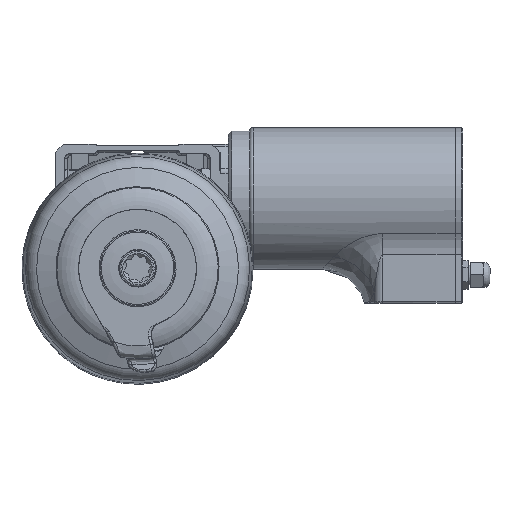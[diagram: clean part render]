
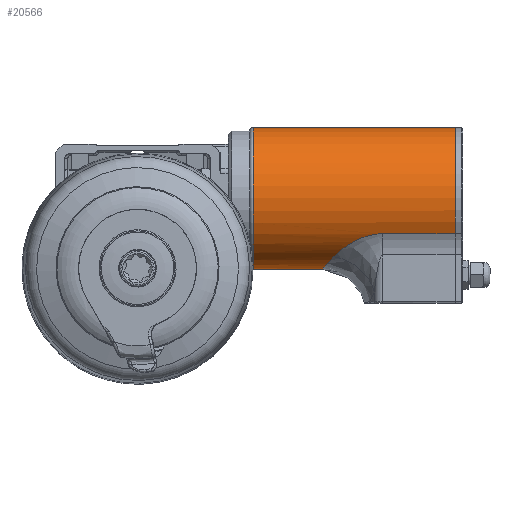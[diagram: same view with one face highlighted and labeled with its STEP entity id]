
A CAD part, top view. The second image highlights one B-rep face of the part: STEP entity #20566.
In plain terms, the highlighted cylindrical face has radius 62.5 mm (diameter 125 mm), a full revolution.
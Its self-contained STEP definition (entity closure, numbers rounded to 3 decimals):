
#915=LINE('',#35849,#2330);
#916=LINE('',#35885,#2331);
#2330=VECTOR('',#25439,63.955);
#2331=VECTOR('',#25440,63.955);
#3613=B_SPLINE_CURVE_WITH_KNOTS('',3,(#35851,#35852,#35853,#35854,#35855,
#35856,#35857,#35858,#35859,#35860),.UNSPECIFIED.,.F.,.F.,(4,1,1,1,1,1,
1,4),(0.,4.664,9.327,18.655,
27.982,46.637,51.301,65.292),
 .UNSPECIFIED.);
#3614=B_SPLINE_CURVE_WITH_KNOTS('',3,(#35862,#35863,#35864,#35865,#35866,
#35867,#35868,#35869,#35870,#35871,#35872,#35873),.UNSPECIFIED.,.F.,.F.,
(4,1,1,1,1,1,1,1,1,4),(0.,17.658,35.317,
44.146,52.975,70.634,79.463,92.706,
105.95,123.609),.UNSPECIFIED.);
#3615=B_SPLINE_CURVE_WITH_KNOTS('',3,(#35875,#35876,#35877,#35878,#35879,
#35880,#35881,#35882,#35883,#35884),.UNSPECIFIED.,.F.,.F.,(4,1,1,1,1,1,
1,4),(0.,18.64,27.96,37.28,
46.6,55.921,60.581,65.241),
 .UNSPECIFIED.);
#4537=FACE_BOUND('',#6223,.T.);
#4928=FACE_OUTER_BOUND('',#6222,.T.);
#6222=EDGE_LOOP('',(#15180,#15181,#15182,#15183,#15184,#15185));
#6223=EDGE_LOOP('',(#15186));
#7445=CIRCLE('',#22129,62.5);
#7446=CIRCLE('',#22130,62.5);
#8739=VERTEX_POINT('',#35845);
#8740=VERTEX_POINT('',#35846);
#8741=VERTEX_POINT('',#35848);
#8742=VERTEX_POINT('',#35850);
#8743=VERTEX_POINT('',#35861);
#8744=VERTEX_POINT('',#35874);
#8745=VERTEX_POINT('',#35886);
#11131=EDGE_CURVE('',#8739,#8740,#7445,.T.);
#11132=EDGE_CURVE('',#8740,#8741,#915,.T.);
#11133=EDGE_CURVE('',#8741,#8742,#3613,.T.);
#11134=EDGE_CURVE('',#8742,#8743,#3614,.T.);
#11135=EDGE_CURVE('',#8743,#8744,#3615,.T.);
#11136=EDGE_CURVE('',#8744,#8739,#916,.T.);
#11137=EDGE_CURVE('',#8745,#8745,#7446,.T.);
#15180=ORIENTED_EDGE('',*,*,#11131,.T.);
#15181=ORIENTED_EDGE('',*,*,#11132,.T.);
#15182=ORIENTED_EDGE('',*,*,#11133,.T.);
#15183=ORIENTED_EDGE('',*,*,#11134,.T.);
#15184=ORIENTED_EDGE('',*,*,#11135,.T.);
#15185=ORIENTED_EDGE('',*,*,#11136,.T.);
#15186=ORIENTED_EDGE('',*,*,#11137,.T.);
#19884=CYLINDRICAL_SURFACE('',#22128,62.5);
#20566=ADVANCED_FACE('',(#4928,#4537),#19884,.T.);
#22128=AXIS2_PLACEMENT_3D('',#35844,#25435,#25436);
#22129=AXIS2_PLACEMENT_3D('',#35847,#25437,#25438);
#22130=AXIS2_PLACEMENT_3D('',#35887,#25441,#25442);
#25435=DIRECTION('center_axis',(-1.,0.,0.));
#25436=DIRECTION('ref_axis',(0.,-1.,0.));
#25437=DIRECTION('center_axis',(-1.,0.,0.));
#25438=DIRECTION('ref_axis',(0.,1.,0.));
#25439=DIRECTION('',(-1.,0.,0.));
#25440=DIRECTION('',(1.,0.,0.));
#25441=DIRECTION('center_axis',(1.,0.,0.));
#25442=DIRECTION('ref_axis',(0.,1.,0.));
#35844=CARTESIAN_POINT('Origin',(119.,62.17,-142.5));
#35845=CARTESIAN_POINT('',(280.4,31.152,-88.24));
#35846=CARTESIAN_POINT('',(280.4,31.152,-196.76));
#35847=CARTESIAN_POINT('Origin',(280.4,62.17,-142.5));
#35848=CARTESIAN_POINT('',(216.445,31.152,-196.76));
#35849=CARTESIAN_POINT('',(119.,31.152,-196.76));
#35850=CARTESIAN_POINT('',(173.347,10.837,-178.153));
#35851=CARTESIAN_POINT('Ctrl Pts',(216.445,31.152,-196.76));
#35852=CARTESIAN_POINT('Ctrl Pts',(214.89,31.152,-196.76));
#35853=CARTESIAN_POINT('Ctrl Pts',(211.75,30.976,-196.66));
#35854=CARTESIAN_POINT('Ctrl Pts',(205.758,29.986,-196.085));
#35855=CARTESIAN_POINT('Ctrl Pts',(198.981,27.86,-194.779));
#35856=CARTESIAN_POINT('Ctrl Pts',(189.697,23.577,-191.801));
#35857=CARTESIAN_POINT('Ctrl Pts',(183.134,19.349,-188.194));
#35858=CARTESIAN_POINT('Ctrl Pts',(177.123,14.691,-183.26));
#35859=CARTESIAN_POINT('Ctrl Pts',(174.714,12.419,-180.431));
#35860=CARTESIAN_POINT('Ctrl Pts',(173.347,10.837,-178.153));
#35861=CARTESIAN_POINT('',(173.347,10.837,-106.847));
#35862=CARTESIAN_POINT('Ctrl Pts',(173.347,10.837,-178.153));
#35863=CARTESIAN_POINT('Ctrl Pts',(171.622,8.84,-175.279));
#35864=CARTESIAN_POINT('Ctrl Pts',(168.389,5.263,-169.09));
#35865=CARTESIAN_POINT('Ctrl Pts',(165.412,2.142,-160.555));
#35866=CARTESIAN_POINT('Ctrl Pts',(163.874,0.559,-153.467));
#35867=CARTESIAN_POINT('Ctrl Pts',(162.914,-0.418,
-146.143));
#35868=CARTESIAN_POINT('Ctrl Pts',(162.928,-0.404,
-138.721));
#35869=CARTESIAN_POINT('Ctrl Pts',(164.001,0.689,-130.573));
#35870=CARTESIAN_POINT('Ctrl Pts',(165.714,2.453,-123.465));
#35871=CARTESIAN_POINT('Ctrl Pts',(168.807,5.725,-115.12));
#35872=CARTESIAN_POINT('Ctrl Pts',(171.622,8.84,-109.721));
#35873=CARTESIAN_POINT('Ctrl Pts',(173.347,10.837,-106.847));
#35874=CARTESIAN_POINT('',(216.445,31.152,-88.24));
#35875=CARTESIAN_POINT('Ctrl Pts',(173.347,10.837,-106.847));
#35876=CARTESIAN_POINT('Ctrl Pts',(175.168,12.944,-103.812));
#35877=CARTESIAN_POINT('Ctrl Pts',(179.074,16.433,-99.674));
#35878=CARTESIAN_POINT('Ctrl Pts',(185.96,21.163,-95.258));
#35879=CARTESIAN_POINT('Ctrl Pts',(192.031,24.661,-92.446));
#35880=CARTESIAN_POINT('Ctrl Pts',(199.033,27.877,-90.209));
#35881=CARTESIAN_POINT('Ctrl Pts',(205.767,29.986,-88.915));
#35882=CARTESIAN_POINT('Ctrl Pts',(211.765,30.979,-88.339));
#35883=CARTESIAN_POINT('Ctrl Pts',(214.892,31.152,-88.24));
#35884=CARTESIAN_POINT('Ctrl Pts',(216.445,31.152,-88.24));
#35885=CARTESIAN_POINT('',(119.,31.152,-88.24));
#35886=CARTESIAN_POINT('',(102.,-0.33,-142.5));
#35887=CARTESIAN_POINT('Origin',(102.,62.17,-142.5));
